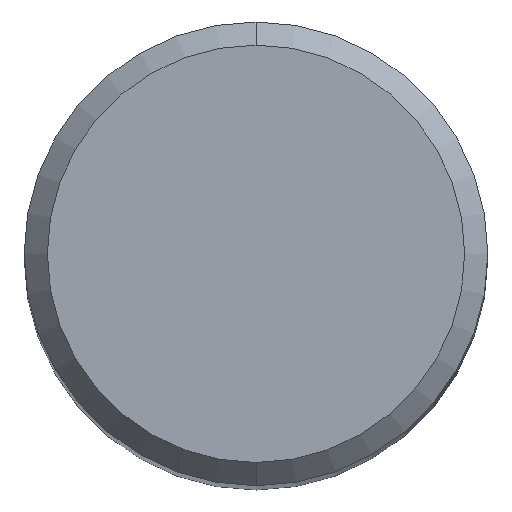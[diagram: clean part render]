
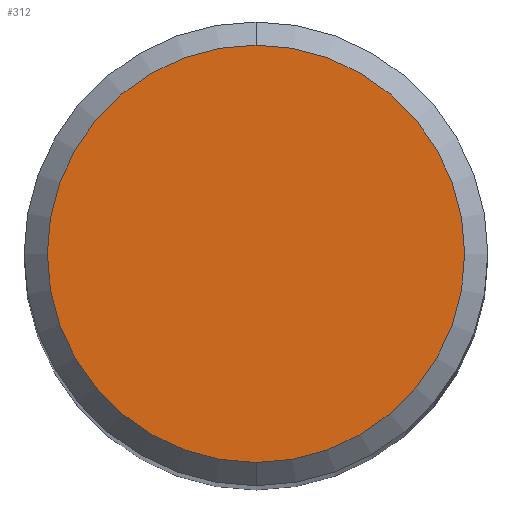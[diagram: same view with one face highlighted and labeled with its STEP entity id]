
A CAD part, top view. The second image highlights one B-rep face of the part: STEP entity #312.
In plain terms, the highlighted planar face has unit normal (0, 0, 1).
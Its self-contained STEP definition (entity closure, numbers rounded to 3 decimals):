
#224=EDGE_CURVE('',#320,#372,#532,.T.);
#286=EDGE_CURVE('',#372,#320,#602,.T.);
#312=ADVANCED_FACE('',(#630),#631,.T.);
#320=VERTEX_POINT('',#640);
#372=VERTEX_POINT('',#698);
#532=CIRCLE('',#895,5.4);
#602=CIRCLE('',#1067,5.4);
#630=FACE_OUTER_BOUND('',#1105,.T.);
#631=PLANE('',#1106);
#640=CARTESIAN_POINT('',(0.,-5.4,0.0));
#698=CARTESIAN_POINT('',(0.0,5.4,0.0));
#895=AXIS2_PLACEMENT_3D('',#1537,#1538,#1539);
#1067=AXIS2_PLACEMENT_3D('',#1641,#1642,#1643);
#1105=EDGE_LOOP('',(#1666,#1667));
#1106=AXIS2_PLACEMENT_3D('',#1668,#1669,#1670);
#1537=CARTESIAN_POINT('',(0.0,0.0,0.0));
#1538=DIRECTION('',(0.0,0.0,-1.0));
#1539=DIRECTION('',(0.0,1.0,0.0));
#1641=CARTESIAN_POINT('',(0.0,0.0,0.0));
#1642=DIRECTION('',(0.0,0.0,-1.0));
#1643=DIRECTION('',(0.0,1.0,0.0));
#1666=ORIENTED_EDGE('',*,*,#286,.F.);
#1667=ORIENTED_EDGE('',*,*,#224,.F.);
#1668=CARTESIAN_POINT('',(0.0,2.7,0.0));
#1669=DIRECTION('',(-0.0,0.0,1.0));
#1670=DIRECTION('',(0.0,-1.0,0.0));
